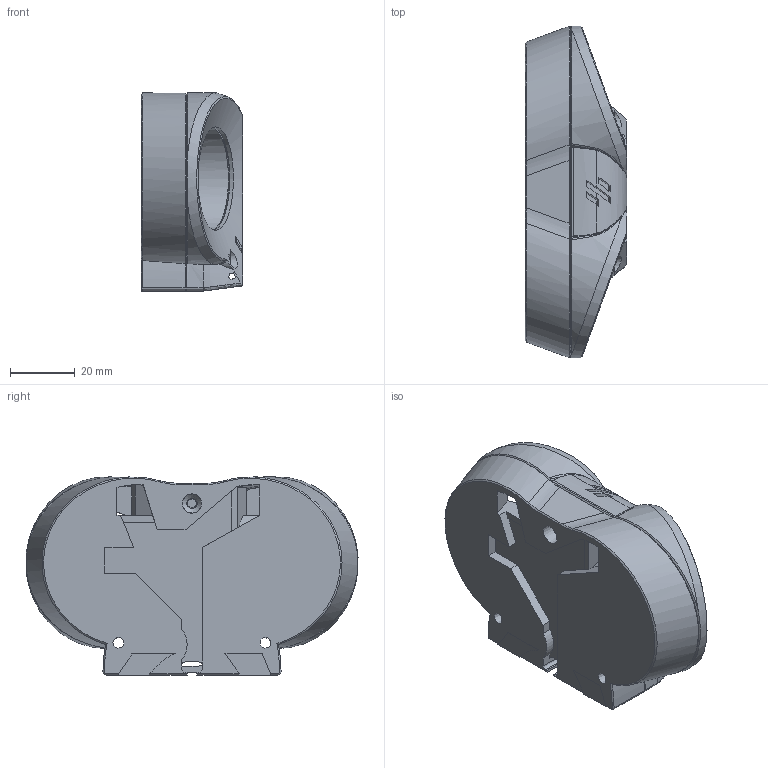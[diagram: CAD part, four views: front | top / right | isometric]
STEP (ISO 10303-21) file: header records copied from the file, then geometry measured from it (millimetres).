
FILE_DESCRIPTION(/* description */ (''),/* implementation_level */ '2;1');
FILE_NAME(/* name */ 'Blower casing (1)^Fan Assembly (1)_X Carriage.step',/* time_stamp */ '2021-08-18T12:43:26+03:00',/* author */ (''),/* organization */ (''),/* preprocessor_version */ 'ST-DEVELOPER v18.1',/* originating_system */ 'Autodesk Translation Framework v10.9.0.1377',/* authorisation */ '');
FILE_SCHEMA (('AUTOMOTIVE_DESIGN { 1 0 10303 214 3 1 1 }'));
Length unit declared in the file: millimetre
Products named in the file (3): Blower casing (1)^Fan Assembly (1)_X Carriage; Front piece; Logo piece
Assembly tree (2 placements, depth 2):
  Blower casing (1)^Fan Assembly (1)_X Carriage
    Front piece
    Logo piece
Bounding box: 31.5 x 102.56 x 61.2 mm (x, y, z)
Volume: 78193.7 mm3; surface area: 50396.5 mm2
Topology: 9 solids, 9 shells, 857 faces, 2416 edges, 1580 vertices
Faces by surface type: plane 458, bspline 273, cylinder 99, cone 15, torus 9, sphere 3
Full cylindrical faces by diameter (mm): 2.2 x2, 2.9 x1, 3.4 x5, 6 x1, 32 x2
Entity records: 35526 total; most frequent: CARTESIAN_POINT 15282, ORIENTED_EDGE 4838, DIRECTION 3175, EDGE_CURVE 2419, VERTEX_POINT 1580, LINE 1349, VECTOR 1349, AXIS2_PLACEMENT_3D 913
